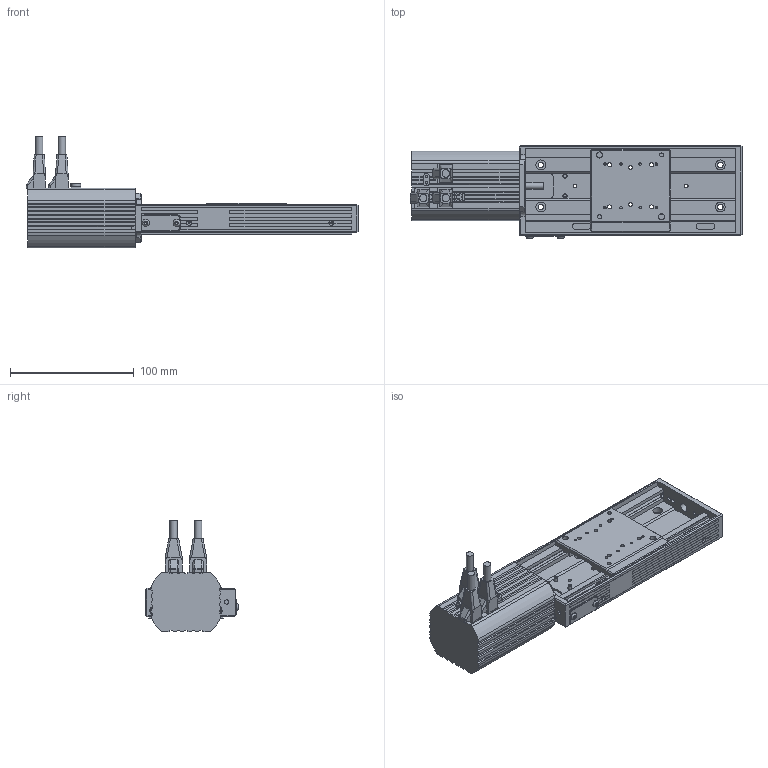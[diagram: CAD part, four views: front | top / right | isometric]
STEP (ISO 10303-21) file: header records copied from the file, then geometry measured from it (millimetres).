
FILE_DESCRIPTION((''),'2;1');
FILE_NAME('62309440.stp','2009-03-20T10:54:38',('rglaesner'),(''),'Autodesk Inventor 2008','Autodesk Inventor 2008','');
FILE_SCHEMA(('AUTOMOTIVE_DESIGN { 1 0 10303 214 1 1 1 1 }'));
Length unit declared in the file: millimetre
Products named in the file (2): 62309440; 62309440_1
Assembly tree (1 placements, depth 2):
  62309440
    62309440_1
Bounding box: 268.22 x 74.8 x 90 mm (x, y, z)
Volume: 369088.6 mm3; surface area: 103986 mm2
Topology: 1 solids, 1 shells, 949 faces, 2551 edges, 1656 vertices
Faces by surface type: plane 651, cylinder 221, cone 56, bspline 12, sphere 9
Full cylindrical faces by diameter (mm): 0.8 x3, 1.4 x1, 1.567 x2, 2 x6, 2.013 x8, 2.459 x12, 2.8 x6, 3 x29, 3.242 x10, 3.4 x2, 3.5 x1, 4 x3, 4.5 x8, 4.917 x2, 5 x1, 5.5 x10, 5.7 x2, 6 x3, 6.5 x10, 7 x1, 8 x8, 10.5 x1, 22 x1
Entity records: 28900 total; most frequent: CARTESIAN_POINT 6223, DIRECTION 4556, ORIENTED_EDGE 4494, EDGE_CURVE 2247, VECTOR 1558, LINE 1558, VERTEX_POINT 1548, AXIS2_PLACEMENT_3D 1499
